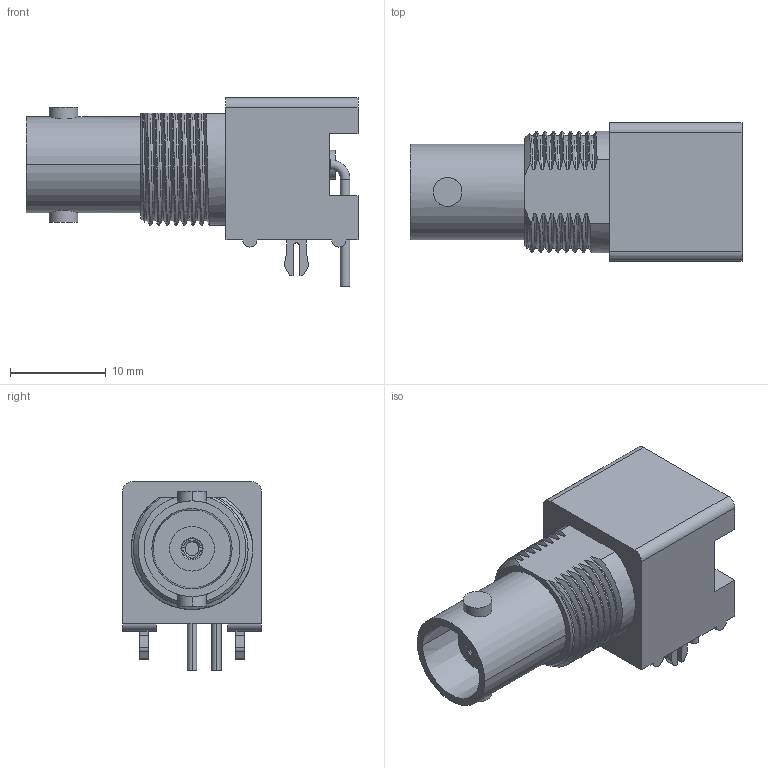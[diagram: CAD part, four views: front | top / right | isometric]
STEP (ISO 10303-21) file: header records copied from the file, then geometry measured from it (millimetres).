
FILE_DESCRIPTION((''),'2;1');
FILE_NAME('112412','2020-05-15T18:45:26',('Krishnaprasath'),(''),'CREO PARAMETRIC BY PTC INC, 2019444','CREO PARAMETRIC BY PTC INC, 2019444','');
FILE_SCHEMA(('CONFIG_CONTROL_DESIGN'));
Length unit declared in the file: millimetre
Products named in the file (1): 112412
Bounding box: 34.7 x 14.5 x 19.7 mm (x, y, z)
Volume: 3555.5 mm3; surface area: 3136.3 mm2
Topology: 1 solids, 1 shells, 190 faces, 501 edges, 326 vertices
Faces by surface type: plane 84, cylinder 68, bspline 24, cone 10, torus 4
Entity records: 9285 total; most frequent: CARTESIAN_POINT 4621, ORIENTED_EDGE 1002, DIRECTION 908, EDGE_CURVE 501, VERTEX_POINT 326, AXIS2_PLACEMENT_3D 322, VECTOR 264, LINE 264
